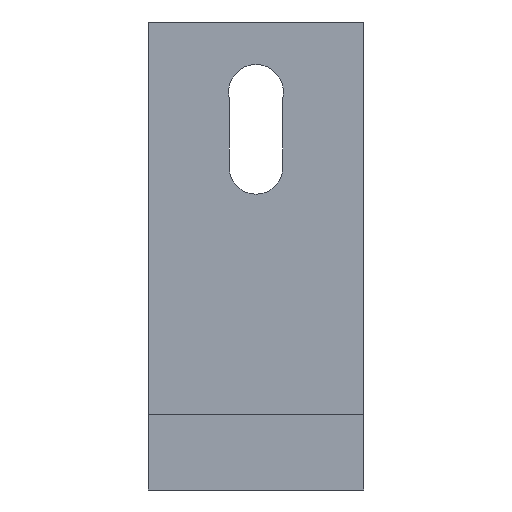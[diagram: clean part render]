
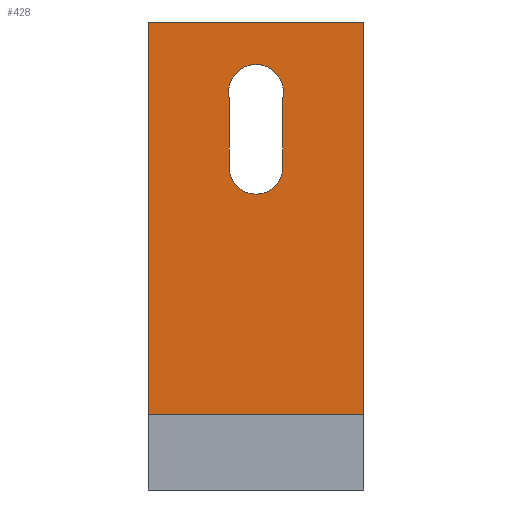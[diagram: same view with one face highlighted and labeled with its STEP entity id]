
A CAD part, front view. The second image highlights one B-rep face of the part: STEP entity #428.
In plain terms, the highlighted planar face has unit normal (0, -1, 0).
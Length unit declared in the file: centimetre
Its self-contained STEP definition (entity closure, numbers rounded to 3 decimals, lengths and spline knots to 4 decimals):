
#19=FACE_BOUND('',#73,.T.);
#27=CIRCLE('',#455,0.255);
#28=CIRCLE('',#458,0.25);
#48=FACE_OUTER_BOUND('',#72,.T.);
#72=EDGE_LOOP('',(#344,#345,#346,#347));
#73=EDGE_LOOP('',(#348,#349,#350,#351));
#105=LINE('',#647,#155);
#109=LINE('',#656,#159);
#112=LINE('',#666,#162);
#119=LINE('',#678,#169);
#120=LINE('',#681,#170);
#121=LINE('',#682,#171);
#155=VECTOR('',#526,1.);
#159=VECTOR('',#536,1.);
#162=VECTOR('',#545,1.);
#169=VECTOR('',#554,1.);
#170=VECTOR('',#557,1.);
#171=VECTOR('',#558,1.);
#204=VERTEX_POINT('',#644);
#205=VERTEX_POINT('',#646);
#206=VERTEX_POINT('',#650);
#207=VERTEX_POINT('',#654);
#210=VERTEX_POINT('',#663);
#211=VERTEX_POINT('',#665);
#215=VERTEX_POINT('',#676);
#216=VERTEX_POINT('',#680);
#249=EDGE_CURVE('',#205,#204,#105,.T.);
#252=EDGE_CURVE('',#204,#206,#27,.T.);
#254=EDGE_CURVE('',#206,#207,#109,.T.);
#255=EDGE_CURVE('',#207,#205,#28,.T.);
#258=EDGE_CURVE('',#210,#211,#112,.T.);
#265=EDGE_CURVE('',#210,#215,#119,.T.);
#266=EDGE_CURVE('',#216,#215,#120,.T.);
#267=EDGE_CURVE('',#211,#216,#121,.T.);
#344=ORIENTED_EDGE('',*,*,#265,.T.);
#345=ORIENTED_EDGE('',*,*,#266,.F.);
#346=ORIENTED_EDGE('',*,*,#267,.F.);
#347=ORIENTED_EDGE('',*,*,#258,.F.);
#348=ORIENTED_EDGE('',*,*,#254,.T.);
#349=ORIENTED_EDGE('',*,*,#255,.T.);
#350=ORIENTED_EDGE('',*,*,#249,.T.);
#351=ORIENTED_EDGE('',*,*,#252,.T.);
#405=PLANE('',#461);
#428=ADVANCED_FACE('',(#48,#19),#405,.T.);
#455=AXIS2_PLACEMENT_3D('',#652,#531,#532);
#458=AXIS2_PLACEMENT_3D('',#658,#539,#540);
#461=AXIS2_PLACEMENT_3D('',#679,#555,#556);
#526=DIRECTION('',(0.,0.,1.));
#531=DIRECTION('center_axis',(0.,1.,0.));
#532=DIRECTION('ref_axis',(-1.,0.,0.));
#536=DIRECTION('',(0.,0.,-1.));
#539=DIRECTION('center_axis',(0.,1.,0.));
#540=DIRECTION('ref_axis',(1.,0.,0.));
#545=DIRECTION('',(0.,0.,1.));
#554=DIRECTION('',(1.,0.,0.));
#555=DIRECTION('center_axis',(0.,-1.,0.));
#556=DIRECTION('ref_axis',(0.,0.,-1.));
#557=DIRECTION('',(0.,0.,-1.));
#558=DIRECTION('',(1.,0.,0.));
#644=CARTESIAN_POINT('',(-0.25,-0.33,2.9498));
#646=CARTESIAN_POINT('',(-0.25,-0.33,2.3));
#647=CARTESIAN_POINT('',(-0.25,-0.33,3.2999));
#650=CARTESIAN_POINT('',(0.25,-0.33,2.9498));
#652=CARTESIAN_POINT('Origin',(0.,-0.33,3.));
#654=CARTESIAN_POINT('',(0.25,-0.33,2.3));
#656=CARTESIAN_POINT('',(0.25,-0.33,2.975));
#658=CARTESIAN_POINT('Origin',(0.,-0.33,2.3));
#663=CARTESIAN_POINT('',(-1.,-0.33,0.));
#665=CARTESIAN_POINT('',(-1.,-0.33,3.65));
#666=CARTESIAN_POINT('',(-1.,-0.33,0.));
#676=CARTESIAN_POINT('',(1.,-0.33,0.));
#678=CARTESIAN_POINT('',(0.,-0.33,0.));
#679=CARTESIAN_POINT('Origin',(0.,-0.33,3.65));
#680=CARTESIAN_POINT('',(1.,-0.33,3.65));
#681=CARTESIAN_POINT('',(1.,-0.33,0.));
#682=CARTESIAN_POINT('',(0.,-0.33,3.65));
